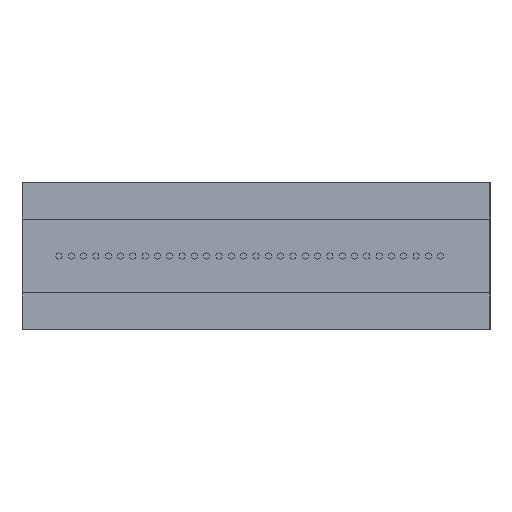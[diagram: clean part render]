
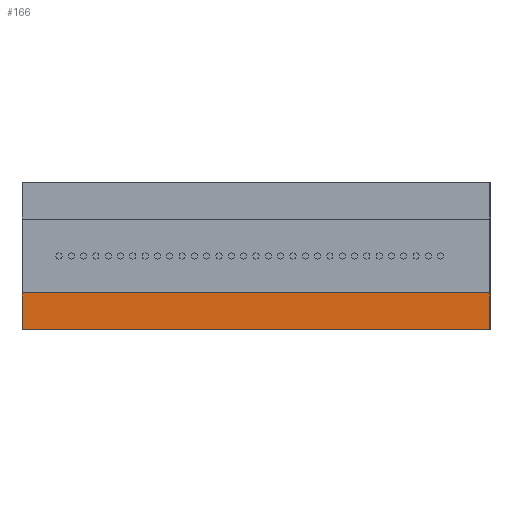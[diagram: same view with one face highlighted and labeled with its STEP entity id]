
A CAD part, left-side view. The second image highlights one B-rep face of the part: STEP entity #166.
In plain terms, the highlighted planar face has unit normal (-1, 0, 0).
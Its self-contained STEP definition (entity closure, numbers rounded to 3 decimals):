
#13 = LINE ( 'NONE', #1423, #2700 ) ;
#23 = CARTESIAN_POINT ( 'NONE',  ( -12.5, -9.5, -3. ) ) ;
#79 = FACE_OUTER_BOUND ( 'NONE', #2311, .T. ) ;
#93 = DIRECTION ( 'NONE',  ( 1., 0., 0. ) ) ;
#137 = PLANE ( 'NONE',  #2876 ) ;
#166 = ADVANCED_FACE ( 'NONE', ( #79 ), #137, .F. ) ;
#201 = VERTEX_POINT ( 'NONE', #488 ) ;
#364 = ORIENTED_EDGE ( 'NONE', *, *, #2747, .F. ) ;
#389 = VECTOR ( 'NONE', #1397, 1000. ) ;
#412 = EDGE_CURVE ( 'NONE', #1201, #3572, #890, .T. ) ;
#488 = CARTESIAN_POINT ( 'NONE',  ( -12.5, -9.5, -1.5 ) ) ;
#575 = ORIENTED_EDGE ( 'NONE', *, *, #412, .F. ) ;
#585 = DIRECTION ( 'NONE',  ( 0., 0., 1. ) ) ;
#680 = VERTEX_POINT ( 'NONE', #1535 ) ;
#714 = CARTESIAN_POINT ( 'NONE',  ( -12.5, -9.5, -3. ) ) ;
#890 = LINE ( 'NONE', #1179, #1085 ) ;
#946 = EDGE_CURVE ( 'NONE', #201, #680, #13, .T. ) ;
#1085 = VECTOR ( 'NONE', #2287, 1000. ) ;
#1179 = CARTESIAN_POINT ( 'NONE',  ( -12.5, -9.5, -3. ) ) ;
#1200 = DIRECTION ( 'NONE',  ( 0., 1., 0. ) ) ;
#1201 = VERTEX_POINT ( 'NONE', #714 ) ;
#1373 = DIRECTION ( 'NONE',  ( 0., 1., 0. ) ) ;
#1397 = DIRECTION ( 'NONE',  ( 0., 0., 1. ) ) ;
#1423 = CARTESIAN_POINT ( 'NONE',  ( -12.5, -9.5, -1.5 ) ) ;
#1533 = ORIENTED_EDGE ( 'NONE', *, *, #946, .T. ) ;
#1535 = CARTESIAN_POINT ( 'NONE',  ( -12.5, 9.5, -1.5 ) ) ;
#1688 = CARTESIAN_POINT ( 'NONE',  ( -12.5, 9.5, -3. ) ) ;
#1994 = CARTESIAN_POINT ( 'NONE',  ( -12.5, 9.5, -3. ) ) ;
#2078 = VECTOR ( 'NONE', #585, 1000. ) ;
#2287 = DIRECTION ( 'NONE',  ( 0., 1., 0. ) ) ;
#2311 = EDGE_LOOP ( 'NONE', ( #1533, #364, #575, #2671 ) ) ;
#2416 = EDGE_CURVE ( 'NONE', #1201, #201, #2783, .T. ) ;
#2671 = ORIENTED_EDGE ( 'NONE', *, *, #2416, .T. ) ;
#2700 = VECTOR ( 'NONE', #1373, 1000. ) ;
#2747 = EDGE_CURVE ( 'NONE', #3572, #680, #3037, .T. ) ;
#2783 = LINE ( 'NONE', #23, #2078 ) ;
#2876 = AXIS2_PLACEMENT_3D ( 'NONE', #3133, #93, #1200 ) ;
#3037 = LINE ( 'NONE', #1688, #389 ) ;
#3133 = CARTESIAN_POINT ( 'NONE',  ( -12.5, -9.5, 3. ) ) ;
#3572 = VERTEX_POINT ( 'NONE', #1994 ) ;
